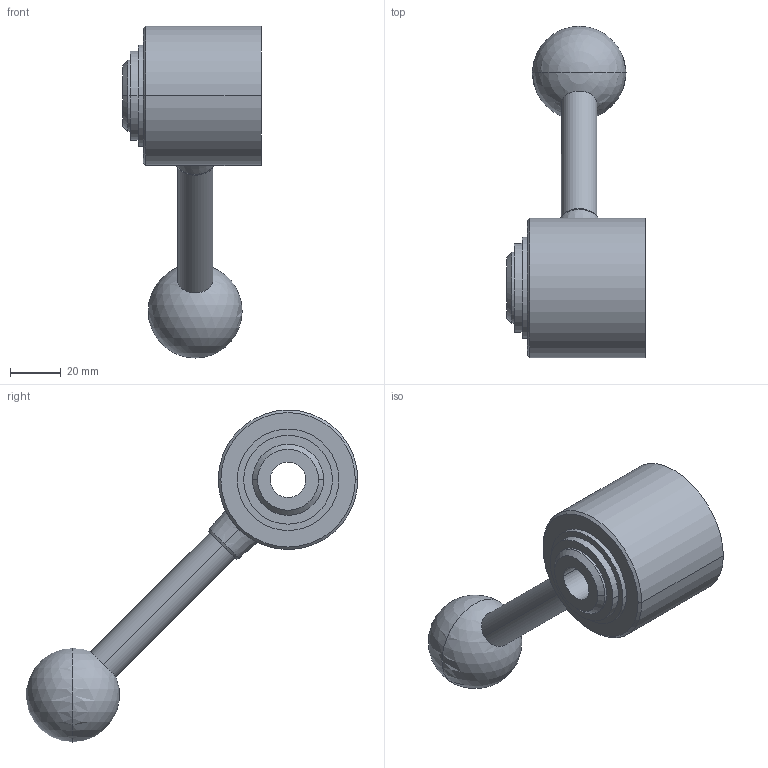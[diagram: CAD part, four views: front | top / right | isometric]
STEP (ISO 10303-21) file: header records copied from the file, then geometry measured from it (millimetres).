
FILE_DESCRIPTION( ( '' ), '1' );
FILE_NAME( 'K0020.40_0.stp', '2012-10-29T13:01:44', ( '' ), ( '' ), ' ', ' ', ' ' );
FILE_SCHEMA( ( 'CONFIG_CONTROL_DESIGN' ) );
Length unit declared in the file: millimetre
Products named in the file (1): 1
Bounding box: 54.5 x 130.72 x 130.85 mm (x, y, z)
Volume: 141898.1 mm3; surface area: 24658.2 mm2
Topology: 1 solids, 1 shells, 67 faces, 151 edges, 83 vertices
Faces by surface type: cone 32, cylinder 26, plane 7, sphere 2
Entity records: 1864 total; most frequent: CARTESIAN_POINT 353, DIRECTION 342, ORIENTED_EDGE 270, AXIS2_PLACEMENT_3D 142, EDGE_CURVE 135, VERTEX_POINT 83, EDGE_LOOP 82, CIRCLE 74
